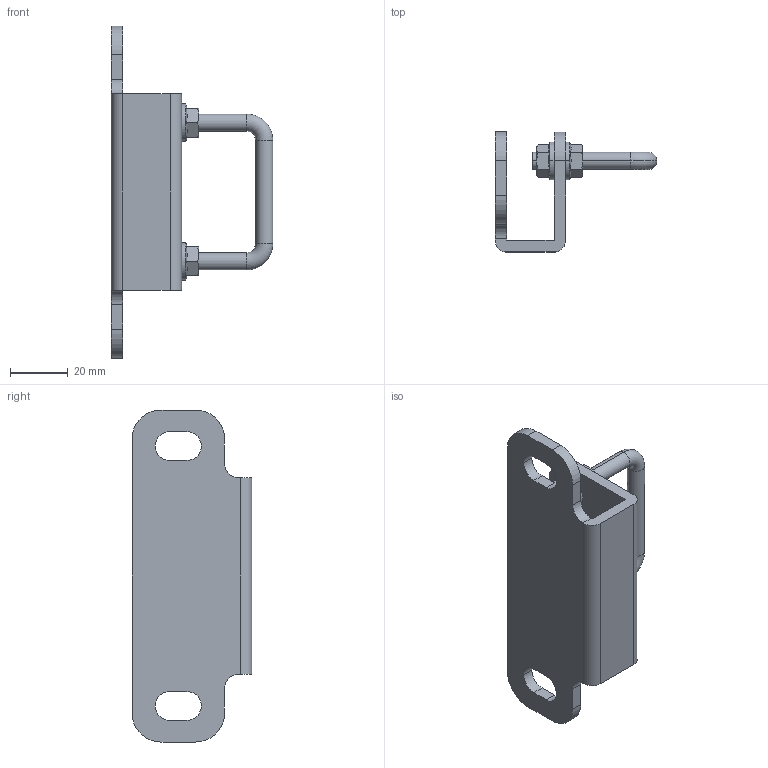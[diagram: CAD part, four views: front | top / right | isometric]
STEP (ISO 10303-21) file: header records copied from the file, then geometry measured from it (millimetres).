
FILE_DESCRIPTION (( 'STEP AP203' ), '1' );
FILE_NAME ('C-1885-S.STEP', '2019-07-30T06:15:58', ( '' ), ( '' ), 'SwSTEP 2.0', 'SolidWorks 2014', '' );
FILE_SCHEMA (( 'CONFIG_CONTROL_DESIGN' ));
Length unit declared in the file: millimetre
Products named in the file (4): C-1885-S_六角ナットver1.02_M6フランジナット(SUS)_呼び径基準; C-1885-S_ベース板_; C-1885-S; C-1885-S_ロッド_
Assembly tree (6 placements, depth 2):
  C-1885-S
    C-1885-S_ベース板_
    C-1885-S_ロッド_
    C-1885-S_六角ナットver1.02_M6フランジナット(SUS)_呼び径基準  x4
Bounding box: 56 x 41.5 x 115 mm (x, y, z)
Volume: 32640.9 mm3; surface area: 20445.9 mm2
Topology: 6 solids, 6 shells, 156 faces, 372 edges, 228 vertices
Faces by surface type: plane 54, cone 52, cylinder 46, torus 4
Entity records: 3090 total; most frequent: CARTESIAN_POINT 527, DIRECTION 462, ORIENTED_EDGE 420, EDGE_CURVE 210, AXIS2_PLACEMENT_3D 179, VERTEX_POINT 132, LINE 104, VECTOR 104
